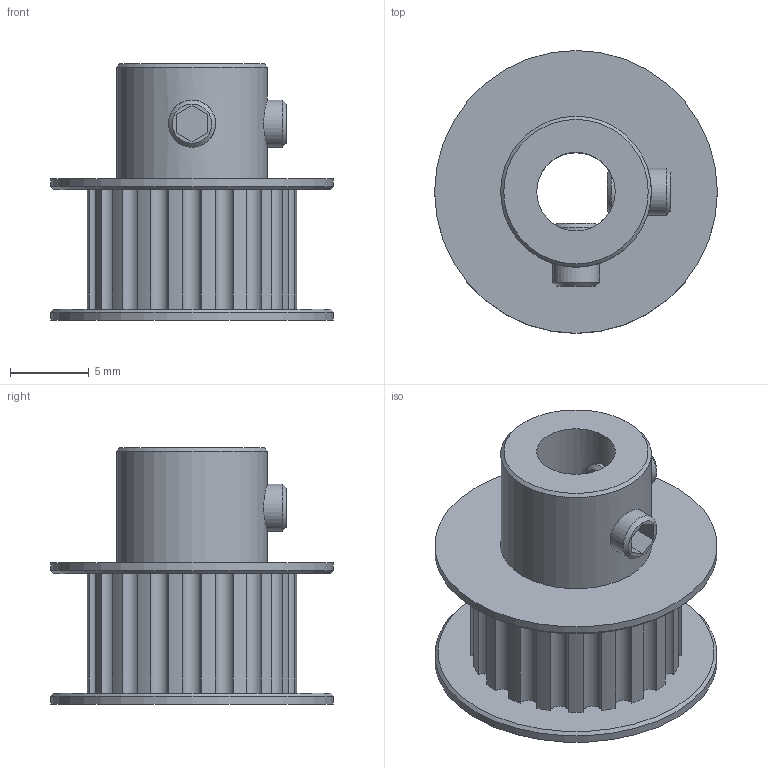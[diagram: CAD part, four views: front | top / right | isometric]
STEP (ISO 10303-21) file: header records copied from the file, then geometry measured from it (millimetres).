
FILE_DESCRIPTION(('FreeCAD Model'),'2;1');
FILE_NAME('GT2Pulley-V2.stp', '2014-10-04T20:07:43',('FreeCAD'),('FreeCAD'), 'Open CASCADE STEP processor 6.7','FreeCAD','Unknown');
FILE_SCHEMA(('AUTOMOTIVE_DESIGN_CC2 { 1 2 10303 214 -1 1 5 4 }'));
Length unit declared in the file: millimetre
Products named in the file (3): TornilloM3; TornilloM3-2; PoleaGT2
Bounding box: 18 x 18 x 16.3 mm (x, y, z)
Volume: 1553.9 mm3; surface area: 1821.9 mm2
Topology: 3 solids, 3 shells, 78 faces, 198 edges, 129 vertices
Faces by surface type: cylinder 48, plane 23, cone 7
Full cylindrical faces by diameter (mm): 3 x4, 5 x1, 9.6 x1, 18 x2
Entity records: 6013 total; most frequent: CARTESIAN_POINT 2006, DIRECTION 739, ORIENTED_EDGE 396, PCURVE 396, DEFINITIONAL_REPRESENTATION 396, LINE 291, VECTOR 291, EDGE_CURVE 198
